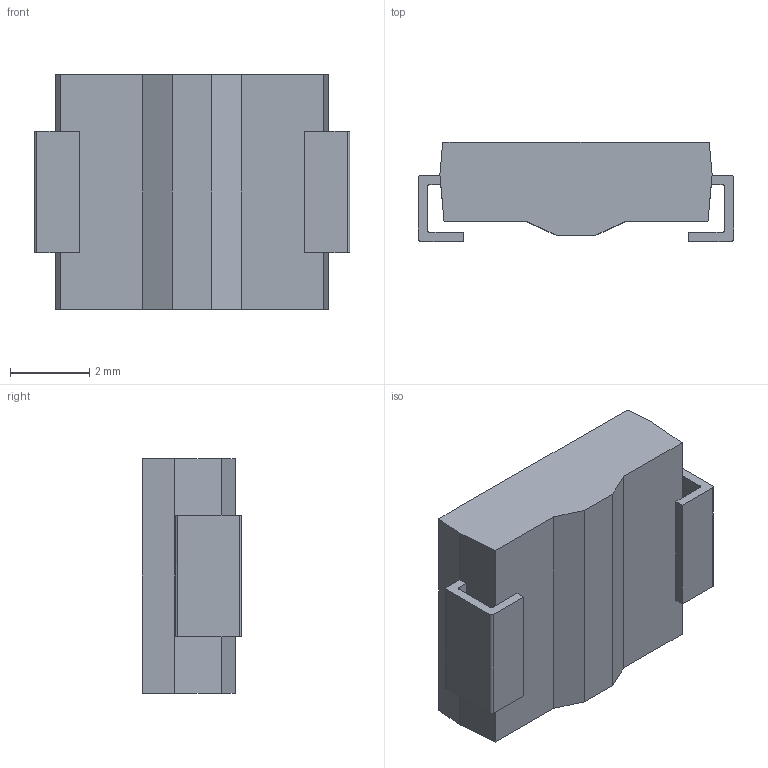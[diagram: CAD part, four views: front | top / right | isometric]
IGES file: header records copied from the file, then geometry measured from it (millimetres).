
Start section: C
Global section: file name: DO-214AB_Unidirectional.igs; native system: By Siemens PLM Incorporated; preprocessor: XPlus GENERIC/IGES 17.0.49; author: Author; organization: Title; date: 20151201.093009; units: millimetre
Bounding box: 7.94 x 2.5 x 5.91 mm (x, y, z)
Volume: 87.1 mm3; surface area: 169 mm2
Topology: 1 solids, 1 shells, 114 faces, 300 edges, 200 vertices
Faces by surface type: bspline 114
